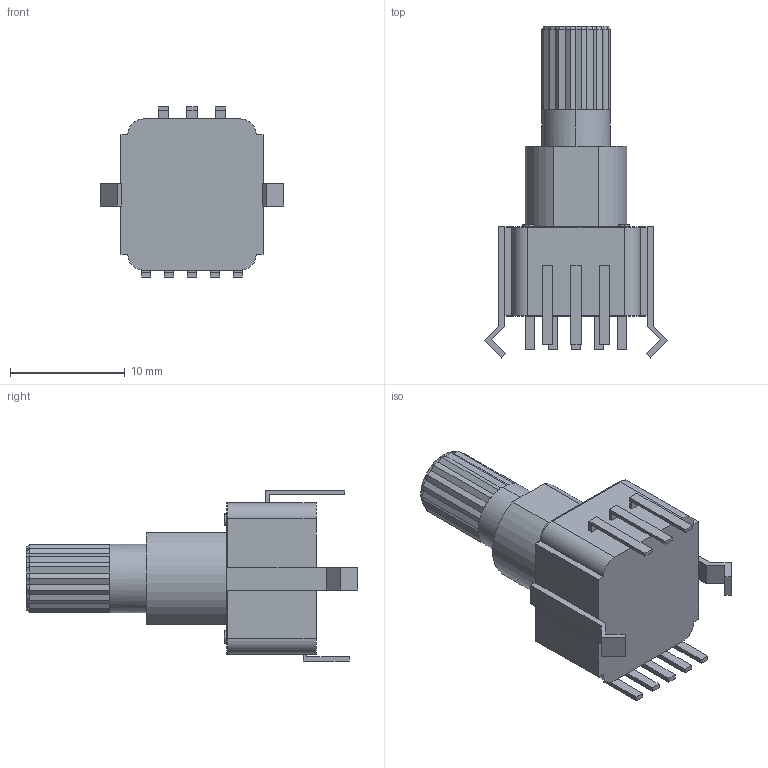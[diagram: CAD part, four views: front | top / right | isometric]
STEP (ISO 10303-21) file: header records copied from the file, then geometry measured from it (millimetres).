
FILE_DESCRIPTION (( 'STEP AP214' ), '1' );
FILE_NAME ('1D5ADF04-74FA-4EA4-8D02-CBD77C1D1E39.STEP', '2024-10-18T11:12:08', ( '' ), ( '' ), 'SwSTEP 2.0', 'SolidWorks 2022', '' );
FILE_SCHEMA (( 'AUTOMOTIVE_DESIGN' ));
Length unit declared in the file: millimetre
Products named in the file (1): 1D5ADF04-74FA-4EA4-8D02-CBD77C1D1E39
Bounding box: 16.05 x 28.96 x 14.85 mm (x, y, z)
Volume: 1978.3 mm3; surface area: 1823.8 mm2
Topology: 12 solids, 12 shells, 233 faces, 540 edges, 335 vertices
Faces by surface type: plane 169, bspline 36, cylinder 28
Entity records: 7065 total; most frequent: CARTESIAN_POINT 1757, ORIENTED_EDGE 1080, DIRECTION 974, EDGE_CURVE 540, VECTOR 430, LINE 430, VERTEX_POINT 335, AXIS2_PLACEMENT_3D 272
